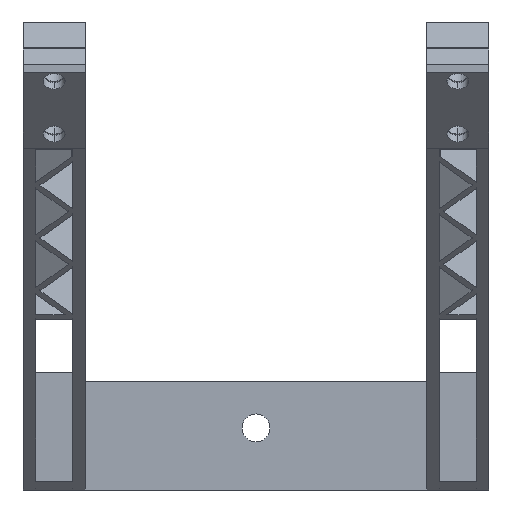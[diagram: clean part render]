
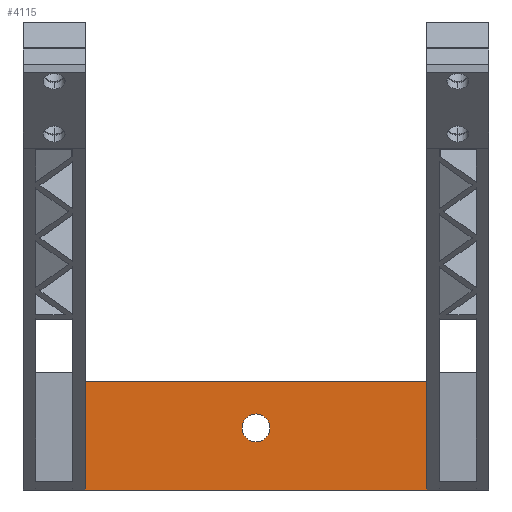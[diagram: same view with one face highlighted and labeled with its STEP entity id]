
A CAD part, front view. The second image highlights one B-rep face of the part: STEP entity #4115.
In plain terms, the highlighted planar face has unit normal (0, -1, 0).
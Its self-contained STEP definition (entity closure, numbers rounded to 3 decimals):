
#139 = CARTESIAN_POINT ( 'NONE',  ( 55., -26., -35. ) ) ;
#345 = VERTEX_POINT ( 'NONE', #139 ) ;
#492 = CARTESIAN_POINT ( 'NONE',  ( 55., -26., -35. ) ) ;
#533 = LINE ( 'NONE', #492, #8592 ) ;
#578 = ORIENTED_EDGE ( 'NONE', *, *, #4798, .T. ) ;
#791 = CARTESIAN_POINT ( 'NONE',  ( 55., -26., 0. ) ) ;
#974 = DIRECTION ( 'NONE',  ( 0., 1., 0. ) ) ;
#1049 = EDGE_LOOP ( 'NONE', ( #2694, #1793 ) ) ;
#1259 = LINE ( 'NONE', #3344, #6406 ) ;
#1341 = AXIS2_PLACEMENT_3D ( 'NONE', #5900, #974, #7326 ) ;
#1349 = DIRECTION ( 'NONE',  ( 0., 0., 1. ) ) ;
#1413 = ORIENTED_EDGE ( 'NONE', *, *, #2759, .F. ) ;
#1587 = VECTOR ( 'NONE', #2595, 1000. ) ;
#1598 = DIRECTION ( 'NONE',  ( 0., 1., 0. ) ) ;
#1793 = ORIENTED_EDGE ( 'NONE', *, *, #4886, .T. ) ;
#1881 = CARTESIAN_POINT ( 'NONE',  ( -55., -26., -35. ) ) ;
#2018 = CARTESIAN_POINT ( 'NONE',  ( -55., -26., -35. ) ) ;
#2173 = CIRCLE ( 'NONE', #3057, 4.5 ) ;
#2334 = DIRECTION ( 'NONE',  ( 0., 0., 1. ) ) ;
#2595 = DIRECTION ( 'NONE',  ( -1., 0., 0. ) ) ;
#2660 = VERTEX_POINT ( 'NONE', #6824 ) ;
#2694 = ORIENTED_EDGE ( 'NONE', *, *, #2986, .T. ) ;
#2742 = EDGE_CURVE ( 'NONE', #345, #8228, #533, .T. ) ;
#2759 = EDGE_CURVE ( 'NONE', #8910, #2660, #8365, .T. ) ;
#2986 = EDGE_CURVE ( 'NONE', #3441, #8141, #2173, .T. ) ;
#3057 = AXIS2_PLACEMENT_3D ( 'NONE', #3826, #1598, #2334 ) ;
#3226 = ORIENTED_EDGE ( 'NONE', *, *, #6050, .F. ) ;
#3344 = CARTESIAN_POINT ( 'NONE',  ( -55., -26., -35. ) ) ;
#3376 = DIRECTION ( 'NONE',  ( 0., 0., 1. ) ) ;
#3441 = VERTEX_POINT ( 'NONE', #4803 ) ;
#3666 = CIRCLE ( 'NONE', #6032, 4.5 ) ;
#3826 = CARTESIAN_POINT ( 'NONE',  ( 0., -26., -15. ) ) ;
#4048 = CARTESIAN_POINT ( 'NONE',  ( 0., -26., -19.5 ) ) ;
#4115 = ADVANCED_FACE ( 'NONE', ( #5853, #5716 ), #7227, .F. ) ;
#4798 = EDGE_CURVE ( 'NONE', #8228, #2660, #8332, .T. ) ;
#4803 = CARTESIAN_POINT ( 'NONE',  ( 0., -26., -10.5 ) ) ;
#4886 = EDGE_CURVE ( 'NONE', #8141, #3441, #3666, .T. ) ;
#5571 = DIRECTION ( 'NONE',  ( 0., 1., 0. ) ) ;
#5572 = DIRECTION ( 'NONE',  ( -1., 0., 0. ) ) ;
#5716 = FACE_OUTER_BOUND ( 'NONE', #7051, .T. ) ;
#5853 = FACE_BOUND ( 'NONE', #1049, .T. ) ;
#5900 = CARTESIAN_POINT ( 'NONE',  ( -55., -26., -35. ) ) ;
#5925 = ORIENTED_EDGE ( 'NONE', *, *, #2742, .T. ) ;
#6032 = AXIS2_PLACEMENT_3D ( 'NONE', #8286, #5571, #1349 ) ;
#6050 = EDGE_CURVE ( 'NONE', #345, #8910, #1259, .T. ) ;
#6406 = VECTOR ( 'NONE', #5572, 1000. ) ;
#6824 = CARTESIAN_POINT ( 'NONE',  ( -55., -26., 0. ) ) ;
#6965 = VECTOR ( 'NONE', #9116, 1000. ) ;
#7031 = CARTESIAN_POINT ( 'NONE',  ( 0., -26., 0. ) ) ;
#7051 = EDGE_LOOP ( 'NONE', ( #578, #1413, #3226, #5925 ) ) ;
#7227 = PLANE ( 'NONE',  #1341 ) ;
#7326 = DIRECTION ( 'NONE',  ( 0., 0., 1. ) ) ;
#8141 = VERTEX_POINT ( 'NONE', #4048 ) ;
#8228 = VERTEX_POINT ( 'NONE', #791 ) ;
#8286 = CARTESIAN_POINT ( 'NONE',  ( 0., -26., -15. ) ) ;
#8332 = LINE ( 'NONE', #7031, #1587 ) ;
#8365 = LINE ( 'NONE', #1881, #6965 ) ;
#8592 = VECTOR ( 'NONE', #3376, 1000. ) ;
#8910 = VERTEX_POINT ( 'NONE', #2018 ) ;
#9116 = DIRECTION ( 'NONE',  ( 0., 0., 1. ) ) ;
